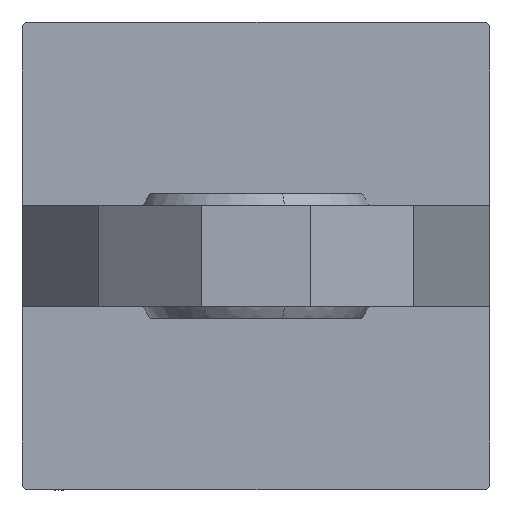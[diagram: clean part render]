
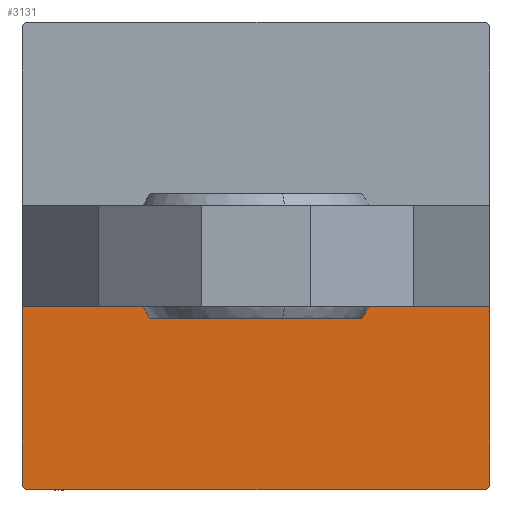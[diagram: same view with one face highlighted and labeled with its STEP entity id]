
A CAD part, left-side view. The second image highlights one B-rep face of the part: STEP entity #3131.
In plain terms, the highlighted planar face has unit normal (-1, 0, 0).
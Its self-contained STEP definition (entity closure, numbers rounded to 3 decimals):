
#1008 = EDGE_CURVE ( 'NONE', #6610, #20488, #3138, .T. ) ;
#1081 = ORIENTED_EDGE ( 'NONE', *, *, #7842, .F. ) ;
#2808 = DIRECTION ( 'NONE',  ( 0., -1., 0. ) ) ;
#3131 = ADVANCED_FACE ( 'NONE', ( #40645 ), #32946, .T. ) ;
#3138 = LINE ( 'NONE', #23936, #49943 ) ;
#3166 = DIRECTION ( 'NONE',  ( 0., -1., 0. ) ) ;
#6610 = VERTEX_POINT ( 'NONE', #49730 ) ;
#7271 = LINE ( 'NONE', #49900, #38779 ) ;
#7720 = VERTEX_POINT ( 'NONE', #39633 ) ;
#7835 = VECTOR ( 'NONE', #42612, 1000. ) ;
#7842 = EDGE_CURVE ( 'NONE', #29311, #20488, #13943, .T. ) ;
#11116 = ORIENTED_EDGE ( 'NONE', *, *, #15411, .T. ) ;
#13943 = LINE ( 'NONE', #44239, #25606 ) ;
#13959 = DIRECTION ( 'NONE',  ( 0., 0., 1. ) ) ;
#15411 = EDGE_CURVE ( 'NONE', #7720, #6610, #7271, .T. ) ;
#16415 = ORIENTED_EDGE ( 'NONE', *, *, #18519, .T. ) ;
#17453 = VECTOR ( 'NONE', #2808, 1000. ) ;
#18089 = LINE ( 'NONE', #40685, #20081 ) ;
#18472 = ORIENTED_EDGE ( 'NONE', *, *, #35418, .T. ) ;
#18519 = EDGE_CURVE ( 'NONE', #35989, #7720, #18089, .T. ) ;
#20081 = VECTOR ( 'NONE', #48914, 1000. ) ;
#20488 = VERTEX_POINT ( 'NONE', #40755 ) ;
#21162 = CARTESIAN_POINT ( 'NONE',  ( 0., 0., 0. ) ) ;
#23936 = CARTESIAN_POINT ( 'NONE',  ( 0., -29.75, -29.75 ) ) ;
#25606 = VECTOR ( 'NONE', #36531, 1000. ) ;
#26947 = LINE ( 'NONE', #34641, #7835 ) ;
#29113 = EDGE_CURVE ( 'NONE', #35989, #43905, #29769, .T. ) ;
#29311 = VERTEX_POINT ( 'NONE', #47217 ) ;
#29769 = LINE ( 'NONE', #45435, #17453 ) ;
#30444 = ORIENTED_EDGE ( 'NONE', *, *, #1008, .T. ) ;
#30850 = DIRECTION ( 'NONE',  ( 0., -0.707, 0.707 ) ) ;
#32310 = EDGE_LOOP ( 'NONE', ( #36295, #16415, #11116, #30444, #1081, #18472 ) ) ;
#32946 = PLANE ( 'NONE',  #47574 ) ;
#33448 = CARTESIAN_POINT ( 'NONE',  ( 0., -29.5, 30. ) ) ;
#34641 = CARTESIAN_POINT ( 'NONE',  ( 0., -29.75, 29.75 ) ) ;
#35418 = EDGE_CURVE ( 'NONE', #29311, #43905, #26947, .T. ) ;
#35989 = VERTEX_POINT ( 'NONE', #43066 ) ;
#36295 = ORIENTED_EDGE ( 'NONE', *, *, #29113, .F. ) ;
#36531 = DIRECTION ( 'NONE',  ( 0., 0., -1. ) ) ;
#36804 = DIRECTION ( 'NONE',  ( -1., 0., 0. ) ) ;
#38779 = VECTOR ( 'NONE', #3166, 1000. ) ;
#39633 = CARTESIAN_POINT ( 'NONE',  ( 0., -6.5, -30. ) ) ;
#40645 = FACE_OUTER_BOUND ( 'NONE', #32310, .T. ) ;
#40685 = CARTESIAN_POINT ( 'NONE',  ( 0., -6.5, 30. ) ) ;
#40755 = CARTESIAN_POINT ( 'NONE',  ( 0., -30., -29.5 ) ) ;
#42612 = DIRECTION ( 'NONE',  ( 0., 0.707, 0.707 ) ) ;
#43066 = CARTESIAN_POINT ( 'NONE',  ( 0., -6.5, 30. ) ) ;
#43905 = VERTEX_POINT ( 'NONE', #33448 ) ;
#44239 = CARTESIAN_POINT ( 'NONE',  ( 0., -30., 30. ) ) ;
#45435 = CARTESIAN_POINT ( 'NONE',  ( 0., 30., 30. ) ) ;
#47217 = CARTESIAN_POINT ( 'NONE',  ( 0., -30., 29.5 ) ) ;
#47574 = AXIS2_PLACEMENT_3D ( 'NONE', #21162, #36804, #13959 ) ;
#48914 = DIRECTION ( 'NONE',  ( 0., 0., -1. ) ) ;
#49730 = CARTESIAN_POINT ( 'NONE',  ( 0., -29.5, -30. ) ) ;
#49900 = CARTESIAN_POINT ( 'NONE',  ( 0., 30., -30. ) ) ;
#49943 = VECTOR ( 'NONE', #30850, 1000. ) ;
